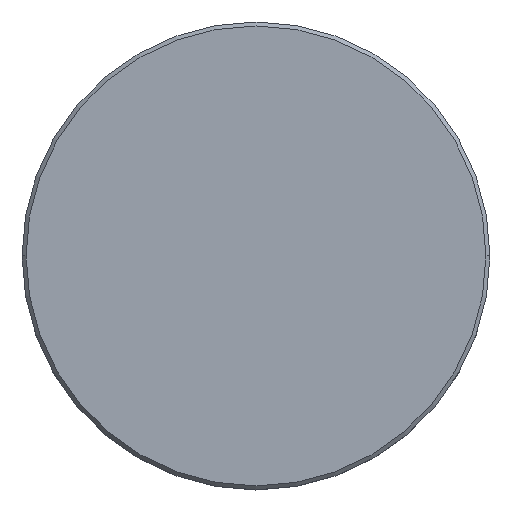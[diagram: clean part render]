
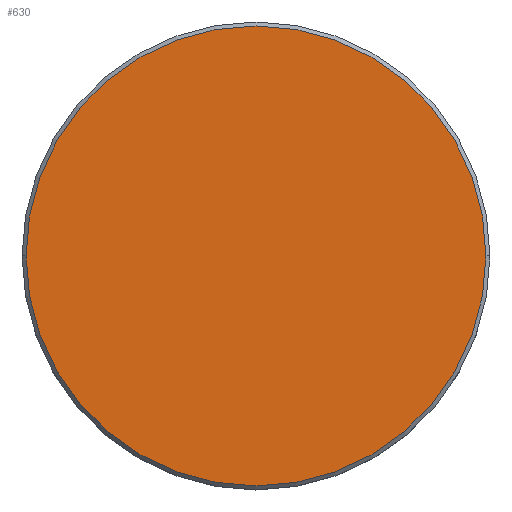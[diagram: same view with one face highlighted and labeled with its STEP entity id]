
A CAD part, top view. The second image highlights one B-rep face of the part: STEP entity #630.
In plain terms, the highlighted planar face has unit normal (0, 0, 1).
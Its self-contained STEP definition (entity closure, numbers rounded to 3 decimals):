
#52 = VERTEX_POINT ( 'NONE', #738 ) ;
#55 = DIRECTION ( 'NONE',  ( 1., 0., 0. ) ) ;
#89 = VERTEX_POINT ( 'NONE', #214 ) ;
#116 = FACE_OUTER_BOUND ( 'NONE', #772, .T. ) ;
#178 = EDGE_CURVE ( 'NONE', #52, #89, #523, .T. ) ;
#180 = CIRCLE ( 'NONE', #844, 29. ) ;
#212 = DIRECTION ( 'NONE',  ( 1., 0., 0. ) ) ;
#214 = CARTESIAN_POINT ( 'NONE',  ( 29., 0., 0. ) ) ;
#287 = DIRECTION ( 'NONE',  ( 1., 0., 0. ) ) ;
#367 = ORIENTED_EDGE ( 'NONE', *, *, #648, .T. ) ;
#421 = CARTESIAN_POINT ( 'NONE',  ( 0., 0., 0. ) ) ;
#446 = ORIENTED_EDGE ( 'NONE', *, *, #178, .T. ) ;
#448 = AXIS2_PLACEMENT_3D ( 'NONE', #916, #554, #212 ) ;
#511 = DIRECTION ( 'NONE',  ( 0., 0., 1. ) ) ;
#523 = CIRCLE ( 'NONE', #747, 29. ) ;
#554 = DIRECTION ( 'NONE',  ( 0., 0., 1. ) ) ;
#630 = ADVANCED_FACE ( 'NONE', ( #116 ), #1009, .T. ) ;
#648 = EDGE_CURVE ( 'NONE', #89, #52, #180, .T. ) ;
#738 = CARTESIAN_POINT ( 'NONE',  ( -29., 0., 0. ) ) ;
#747 = AXIS2_PLACEMENT_3D ( 'NONE', #421, #511, #55 ) ;
#772 = EDGE_LOOP ( 'NONE', ( #446, #367 ) ) ;
#844 = AXIS2_PLACEMENT_3D ( 'NONE', #1106, #1019, #287 ) ;
#916 = CARTESIAN_POINT ( 'NONE',  ( 0., 0., 0. ) ) ;
#1009 = PLANE ( 'NONE',  #448 ) ;
#1019 = DIRECTION ( 'NONE',  ( 0., 0., 1. ) ) ;
#1106 = CARTESIAN_POINT ( 'NONE',  ( 0., 0., 0. ) ) ;
